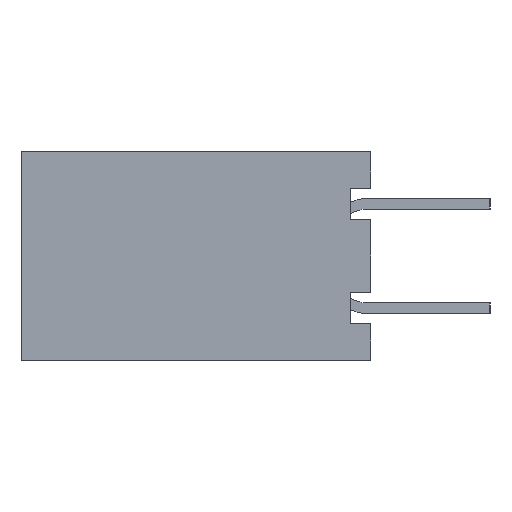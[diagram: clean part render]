
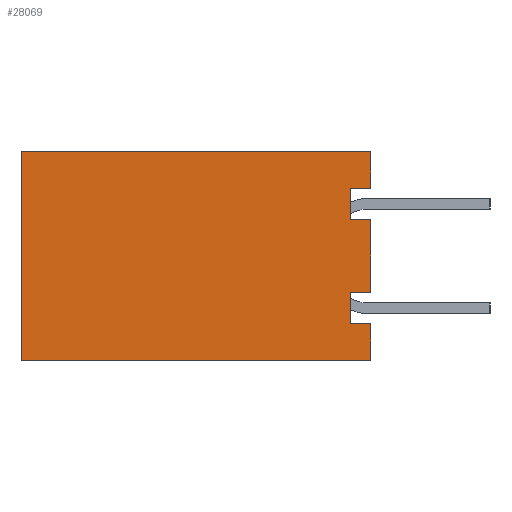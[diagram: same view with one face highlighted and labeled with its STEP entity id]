
A CAD part, left-side view. The second image highlights one B-rep face of the part: STEP entity #28069.
In plain terms, the highlighted planar face has unit normal (-1, 0, 0).
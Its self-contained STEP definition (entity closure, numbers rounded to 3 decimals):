
#17=DIRECTION('',(0.,-1.,0.));
#18=VECTOR('',#17,8.5);
#19=CARTESIAN_POINT('',(-25.4,4.25,-2.54));
#20=LINE('',#19,#18);
#1981=DIRECTION('',(0.,0.,1.));
#1982=VECTOR('',#1981,0.889);
#1983=CARTESIAN_POINT('',(-25.4,-4.25,-2.54));
#1984=LINE('',#1983,#1982);
#1997=DIRECTION('',(0.,0.,1.));
#1998=VECTOR('',#1997,0.889);
#1999=CARTESIAN_POINT('',(-25.4,-4.25,1.651));
#2000=LINE('',#1999,#1998);
#2009=DIRECTION('',(0.,0.,1.));
#2010=VECTOR('',#2009,1.778);
#2011=CARTESIAN_POINT('',(-25.4,-4.25,-0.889));
#2012=LINE('',#2011,#2010);
#2805=DIRECTION('',(0.,1.,0.));
#2806=VECTOR('',#2805,0.5);
#2807=CARTESIAN_POINT('',(-25.4,-4.25,0.889));
#2808=LINE('',#2807,#2806);
#2809=DIRECTION('',(0.,1.,0.));
#2810=VECTOR('',#2809,0.5);
#2811=CARTESIAN_POINT('',(-25.4,-4.25,-0.889));
#2812=LINE('',#2811,#2810);
#2813=DIRECTION('',(0.,0.,1.));
#2814=VECTOR('',#2813,0.762);
#2815=CARTESIAN_POINT('',(-25.4,-3.75,-1.651));
#2816=LINE('',#2815,#2814);
#2817=DIRECTION('',(0.,1.,0.));
#2818=VECTOR('',#2817,0.5);
#2819=CARTESIAN_POINT('',(-25.4,-4.25,-1.651));
#2820=LINE('',#2819,#2818);
#2821=DIRECTION('',(0.,0.,1.));
#2822=VECTOR('',#2821,5.08);
#2823=CARTESIAN_POINT('',(-25.4,4.25,-2.54));
#2824=LINE('',#2823,#2822);
#2825=DIRECTION('',(0.,1.,0.));
#2826=VECTOR('',#2825,0.5);
#2827=CARTESIAN_POINT('',(-25.4,-4.25,1.651));
#2828=LINE('',#2827,#2826);
#2829=DIRECTION('',(0.,0.,1.));
#2830=VECTOR('',#2829,0.762);
#2831=CARTESIAN_POINT('',(-25.4,-3.75,0.889));
#2832=LINE('',#2831,#2830);
#3213=DIRECTION('',(0.,-1.,0.));
#3214=VECTOR('',#3213,8.5);
#3215=CARTESIAN_POINT('',(-25.4,4.25,2.54));
#3216=LINE('',#3215,#3214);
#18841=CARTESIAN_POINT('',(-25.4,4.25,-2.54));
#18842=CARTESIAN_POINT('',(-25.4,-4.25,-2.54));
#18843=VERTEX_POINT('',#18841);
#18844=VERTEX_POINT('',#18842);
#18849=CARTESIAN_POINT('',(-25.4,4.25,2.54));
#18850=CARTESIAN_POINT('',(-25.4,-4.25,2.54));
#18851=VERTEX_POINT('',#18849);
#18852=VERTEX_POINT('',#18850);
#18901=CARTESIAN_POINT('',(-25.4,-4.25,0.889));
#18902=CARTESIAN_POINT('',(-25.4,-3.75,0.889));
#18903=VERTEX_POINT('',#18901);
#18904=VERTEX_POINT('',#18902);
#18905=CARTESIAN_POINT('',(-25.4,-3.75,1.651));
#18906=VERTEX_POINT('',#18905);
#18907=CARTESIAN_POINT('',(-25.4,-4.25,1.651));
#18908=VERTEX_POINT('',#18907);
#18909=CARTESIAN_POINT('',(-25.4,-4.25,-1.651));
#18910=CARTESIAN_POINT('',(-25.4,-3.75,-1.651));
#18911=VERTEX_POINT('',#18909);
#18912=VERTEX_POINT('',#18910);
#18913=CARTESIAN_POINT('',(-25.4,-3.75,-0.889));
#18914=VERTEX_POINT('',#18913);
#18915=CARTESIAN_POINT('',(-25.4,-4.25,-0.889));
#18916=VERTEX_POINT('',#18915);
#28045=CARTESIAN_POINT('',(-25.4,4.25,-2.54));
#28046=DIRECTION('',(-1.,0.,0.));
#28047=DIRECTION('',(0.,-1.,0.));
#28048=AXIS2_PLACEMENT_3D('',#28045,#28046,#28047);
#28049=PLANE('',#28048);
#28051=ORIENTED_EDGE('',*,*,#28050,.F.);
#28052=ORIENTED_EDGE('',*,*,#27127,.F.);
#28054=ORIENTED_EDGE('',*,*,#28053,.T.);
#28055=ORIENTED_EDGE('',*,*,#25061,.F.);
#28056=ORIENTED_EDGE('',*,*,#24977,.F.);
#28057=ORIENTED_EDGE('',*,*,#27098,.F.);
#28058=ORIENTED_EDGE('',*,*,#24550,.F.);
#28060=ORIENTED_EDGE('',*,*,#28059,.T.);
#28062=ORIENTED_EDGE('',*,*,#28061,.T.);
#28063=ORIENTED_EDGE('',*,*,#27114,.F.);
#28065=ORIENTED_EDGE('',*,*,#28064,.T.);
#28066=ORIENTED_EDGE('',*,*,#25694,.F.);
#28067=EDGE_LOOP('',(#28051,#28052,#28054,#28055,#28056,#28057,#28058,#28060,
#28062,#28063,#28065,#28066));
#28068=FACE_OUTER_BOUND('',#28067,.F.);
#28069=ADVANCED_FACE('',(#28068),#28049,.T.);
#24550=EDGE_CURVE('',#18843,#18844,#20,.T.);
#24977=EDGE_CURVE('',#18911,#18912,#2820,.T.);
#25061=EDGE_CURVE('',#18912,#18914,#2816,.T.);
#25694=EDGE_CURVE('',#18904,#18906,#2832,.T.);
#27098=EDGE_CURVE('',#18844,#18911,#1984,.T.);
#27114=EDGE_CURVE('',#18908,#18852,#2000,.T.);
#27127=EDGE_CURVE('',#18916,#18903,#2012,.T.);
#28050=EDGE_CURVE('',#18903,#18904,#2808,.T.);
#28053=EDGE_CURVE('',#18916,#18914,#2812,.T.);
#28059=EDGE_CURVE('',#18843,#18851,#2824,.T.);
#28061=EDGE_CURVE('',#18851,#18852,#3216,.T.);
#28064=EDGE_CURVE('',#18908,#18906,#2828,.T.);
